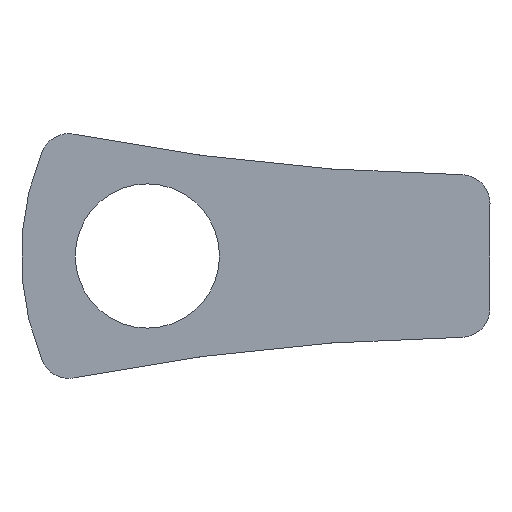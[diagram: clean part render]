
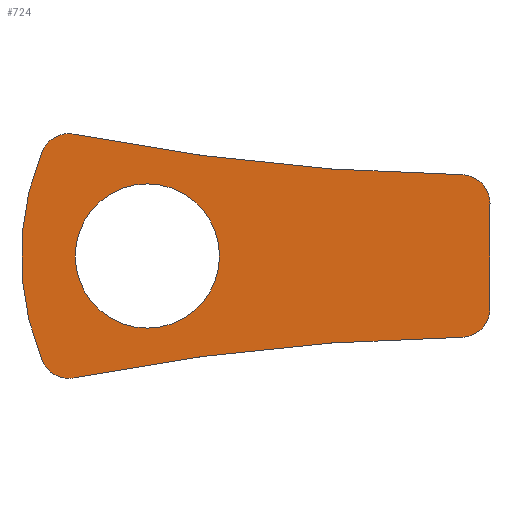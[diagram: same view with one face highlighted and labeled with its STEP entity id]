
A CAD part, left-side view. The second image highlights one B-rep face of the part: STEP entity #724.
In plain terms, the highlighted planar face has unit normal (-1, 0, 0).
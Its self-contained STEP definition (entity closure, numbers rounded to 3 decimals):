
#1 = DIRECTION ( 'NONE',  ( -1., 0., 0. ) ) ;
#32 = CARTESIAN_POINT ( 'NONE',  ( 0., 2.179, -2.592 ) ) ;
#36 = DIRECTION ( 'NONE',  ( 0., 0., -1. ) ) ;
#49 = DIRECTION ( 'NONE',  ( 0., 0., -1. ) ) ;
#53 = FACE_OUTER_BOUND ( 'NONE', #550, .T. ) ;
#56 = ORIENTED_EDGE ( 'NONE', *, *, #349, .T. ) ;
#60 = FACE_BOUND ( 'NONE', #289, .T. ) ;
#61 = CARTESIAN_POINT ( 'NONE',  ( 0., 2.916, 2.901 ) ) ;
#83 = LINE ( 'NONE', #307, #237 ) ;
#98 = CARTESIAN_POINT ( 'NONE',  ( 0., 0., 0. ) ) ;
#108 = CIRCLE ( 'NONE', #600, 59.511 ) ;
#117 = CARTESIAN_POINT ( 'NONE',  ( 0., 2.916, -2.901 ) ) ;
#124 = EDGE_CURVE ( 'NONE', #557, #190, #721, .T. ) ;
#128 = AXIS2_PLACEMENT_3D ( 'NONE', #695, #470, #707 ) ;
#134 = ORIENTED_EDGE ( 'NONE', *, *, #633, .T. ) ;
#135 = DIRECTION ( 'NONE',  ( 0., 0., -1. ) ) ;
#150 = CARTESIAN_POINT ( 'NONE',  ( 0., 0., 2. ) ) ;
#162 = CARTESIAN_POINT ( 'NONE',  ( 0., -9.5, 61.761 ) ) ;
#167 = AXIS2_PLACEMENT_3D ( 'NONE', #570, #1, #399 ) ;
#179 = DIRECTION ( 'NONE',  ( 1., 0., 0. ) ) ;
#181 = CARTESIAN_POINT ( 'NONE',  ( 0., -8.711, 2.255 ) ) ;
#183 = ORIENTED_EDGE ( 'NONE', *, *, #629, .F. ) ;
#190 = VERTEX_POINT ( 'NONE', #150 ) ;
#191 = AXIS2_PLACEMENT_3D ( 'NONE', #427, #382, #536 ) ;
#204 = DIRECTION ( 'NONE',  ( -1., 0., 0. ) ) ;
#214 = CIRCLE ( 'NONE', #167, 0.8 ) ;
#225 = VERTEX_POINT ( 'NONE', #61 ) ;
#237 = VECTOR ( 'NONE', #477, 1000. ) ;
#250 = AXIS2_PLACEMENT_3D ( 'NONE', #162, #179, #508 ) ;
#261 = EDGE_CURVE ( 'NONE', #717, #225, #636, .T. ) ;
#278 = VERTEX_POINT ( 'NONE', #563 ) ;
#283 = DIRECTION ( 'NONE',  ( 1., 0., 0. ) ) ;
#289 = EDGE_LOOP ( 'NONE', ( #387, #547 ) ) ;
#291 = EDGE_CURVE ( 'NONE', #278, #330, #424, .T. ) ;
#297 = DIRECTION ( 'NONE',  ( 0., 0., -1. ) ) ;
#299 = AXIS2_PLACEMENT_3D ( 'NONE', #571, #627, #297 ) ;
#307 = CARTESIAN_POINT ( 'NONE',  ( 0., -9.5, 2.25 ) ) ;
#319 = AXIS2_PLACEMENT_3D ( 'NONE', #516, #283, #684 ) ;
#325 = DIRECTION ( 'NONE',  ( 0., 0., -1. ) ) ;
#330 = VERTEX_POINT ( 'NONE', #181 ) ;
#333 = VERTEX_POINT ( 'NONE', #519 ) ;
#334 = CIRCLE ( 'NONE', #191, 2. ) ;
#336 = EDGE_CURVE ( 'NONE', #714, #603, #83, .T. ) ;
#349 = EDGE_CURVE ( 'NONE', #717, #333, #612, .T. ) ;
#366 = EDGE_CURVE ( 'NONE', #278, #225, #687, .T. ) ;
#367 = DIRECTION ( 'NONE',  ( -1., 0., 0. ) ) ;
#379 = ORIENTED_EDGE ( 'NONE', *, *, #366, .T. ) ;
#382 = DIRECTION ( 'NONE',  ( 1., 0., 0. ) ) ;
#387 = ORIENTED_EDGE ( 'NONE', *, *, #618, .T. ) ;
#395 = CARTESIAN_POINT ( 'NONE',  ( 0., -8.711, -2.255 ) ) ;
#399 = DIRECTION ( 'NONE',  ( 0., 0., -1. ) ) ;
#402 = AXIS2_PLACEMENT_3D ( 'NONE', #98, #720, #325 ) ;
#419 = ORIENTED_EDGE ( 'NONE', *, *, #336, .F. ) ;
#424 = CIRCLE ( 'NONE', #299, 59.511 ) ;
#425 = CARTESIAN_POINT ( 'NONE',  ( 0., 0., -2. ) ) ;
#427 = CARTESIAN_POINT ( 'NONE',  ( 0., 0., 0. ) ) ;
#429 = ORIENTED_EDGE ( 'NONE', *, *, #474, .T. ) ;
#430 = CARTESIAN_POINT ( 'NONE',  ( 0., -9.5, -1.455 ) ) ;
#461 = CIRCLE ( 'NONE', #640, 0.8 ) ;
#470 = DIRECTION ( 'NONE',  ( -1., 0., 0. ) ) ;
#471 = AXIS2_PLACEMENT_3D ( 'NONE', #661, #204, #36 ) ;
#474 = EDGE_CURVE ( 'NONE', #702, #603, #543, .T. ) ;
#477 = DIRECTION ( 'NONE',  ( 0., 0., -1. ) ) ;
#482 = DIRECTION ( 'NONE',  ( -1., 0., 0. ) ) ;
#491 = ORIENTED_EDGE ( 'NONE', *, *, #718, .T. ) ;
#508 = DIRECTION ( 'NONE',  ( 0., 0., -1. ) ) ;
#516 = CARTESIAN_POINT ( 'NONE',  ( 0., -4., 0. ) ) ;
#519 = CARTESIAN_POINT ( 'NONE',  ( 0., 2.179, -3.392 ) ) ;
#530 = CARTESIAN_POINT ( 'NONE',  ( 0., 2.179, 2.592 ) ) ;
#536 = DIRECTION ( 'NONE',  ( 0., 0., -1. ) ) ;
#543 = CIRCLE ( 'NONE', #471, 0.8 ) ;
#544 = VERTEX_POINT ( 'NONE', #592 ) ;
#547 = ORIENTED_EDGE ( 'NONE', *, *, #124, .T. ) ;
#548 = CARTESIAN_POINT ( 'NONE',  ( 0., -9.5, -61.761 ) ) ;
#550 = EDGE_LOOP ( 'NONE', ( #183, #429, #419, #491, #693, #379, #682, #56, #134 ) ) ;
#552 = DIRECTION ( 'NONE',  ( -1., 0., 0. ) ) ;
#557 = VERTEX_POINT ( 'NONE', #425 ) ;
#562 = CARTESIAN_POINT ( 'NONE',  ( 0., -9.5, 1.455 ) ) ;
#563 = CARTESIAN_POINT ( 'NONE',  ( 0., 2.024, 3.376 ) ) ;
#570 = CARTESIAN_POINT ( 'NONE',  ( 0., -8.7, 1.455 ) ) ;
#571 = CARTESIAN_POINT ( 'NONE',  ( 0., -9.5, 61.761 ) ) ;
#592 = CARTESIAN_POINT ( 'NONE',  ( 0., 2.024, -3.376 ) ) ;
#600 = AXIS2_PLACEMENT_3D ( 'NONE', #548, #482, #723 ) ;
#603 = VERTEX_POINT ( 'NONE', #430 ) ;
#612 = CIRCLE ( 'NONE', #128, 0.8 ) ;
#618 = EDGE_CURVE ( 'NONE', #190, #557, #334, .T. ) ;
#627 = DIRECTION ( 'NONE',  ( -1., 0., 0. ) ) ;
#629 = EDGE_CURVE ( 'NONE', #702, #544, #108, .T. ) ;
#633 = EDGE_CURVE ( 'NONE', #333, #544, #461, .T. ) ;
#636 = CIRCLE ( 'NONE', #319, 7.5 ) ;
#640 = AXIS2_PLACEMENT_3D ( 'NONE', #32, #552, #49 ) ;
#649 = AXIS2_PLACEMENT_3D ( 'NONE', #530, #367, #135 ) ;
#661 = CARTESIAN_POINT ( 'NONE',  ( 0., -8.7, -1.455 ) ) ;
#675 = PLANE ( 'NONE',  #250 ) ;
#682 = ORIENTED_EDGE ( 'NONE', *, *, #261, .F. ) ;
#684 = DIRECTION ( 'NONE',  ( 0., 0., -1. ) ) ;
#687 = CIRCLE ( 'NONE', #649, 0.8 ) ;
#693 = ORIENTED_EDGE ( 'NONE', *, *, #291, .F. ) ;
#695 = CARTESIAN_POINT ( 'NONE',  ( 0., 2.179, -2.592 ) ) ;
#702 = VERTEX_POINT ( 'NONE', #395 ) ;
#707 = DIRECTION ( 'NONE',  ( 0., 0., -1. ) ) ;
#714 = VERTEX_POINT ( 'NONE', #562 ) ;
#717 = VERTEX_POINT ( 'NONE', #117 ) ;
#718 = EDGE_CURVE ( 'NONE', #714, #330, #214, .T. ) ;
#720 = DIRECTION ( 'NONE',  ( 1., 0., 0. ) ) ;
#721 = CIRCLE ( 'NONE', #402, 2. ) ;
#723 = DIRECTION ( 'NONE',  ( 0., 0., 1. ) ) ;
#724 = ADVANCED_FACE ( 'NONE', ( #53, #60 ), #675, .F. ) ;
